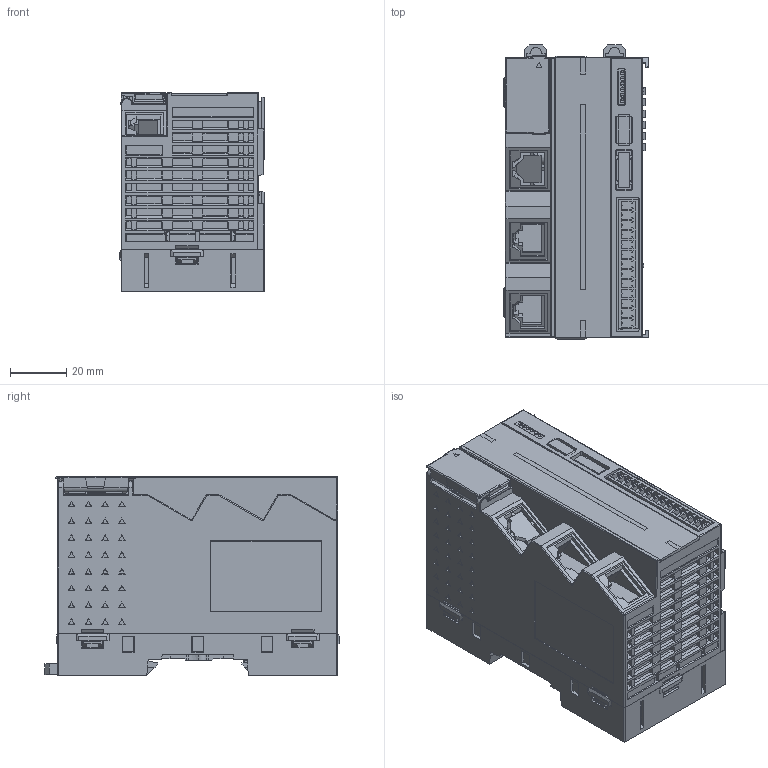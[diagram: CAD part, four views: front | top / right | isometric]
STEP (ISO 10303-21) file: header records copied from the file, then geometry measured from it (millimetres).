
FILE_DESCRIPTION((''),'2;1');
FILE_NAME('ASM0001_ASM','2021-12-31T13:09:41',('user'),(''),'CREO PARAMETRIC BY PTC INC, 2018050','CREO PARAMETRIC BY PTC INC, 2018050','');
FILE_SCHEMA(('CONFIG_CONTROL_DESIGN'));
Products named in the file (1): ASM0001_ASM
Bounding box: 51.8 x 105 x 71 mm (x, y, z)
Surface area: 118549.7 mm2 (no closed solid volume)
Topology: 0 solids, 445 shells, 8078 faces, 21190 edges, 14013 vertices
Faces by surface type: plane 7186, cylinder 407, extrusion 372, cone 66, sphere 39, bspline 5, torus 3
Entity records: 245997 total; most frequent: CARTESIAN_POINT 48739, ORIENTED_EDGE 42314, DIRECTION 36784, EDGE_CURVE 21169, VECTOR 19438, LINE 19066, VERTEX_POINT 14013, AXIS2_PLACEMENT_3D 8673
